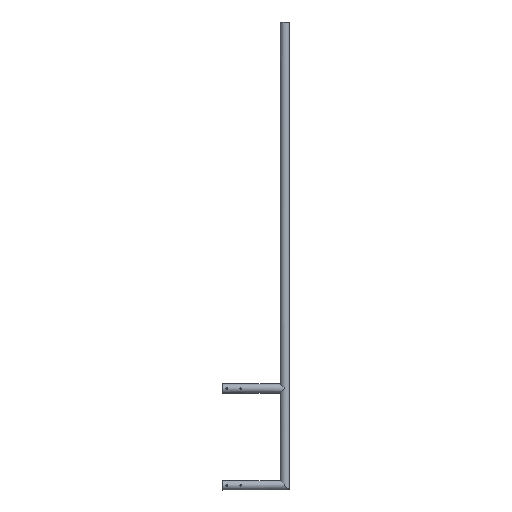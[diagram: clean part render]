
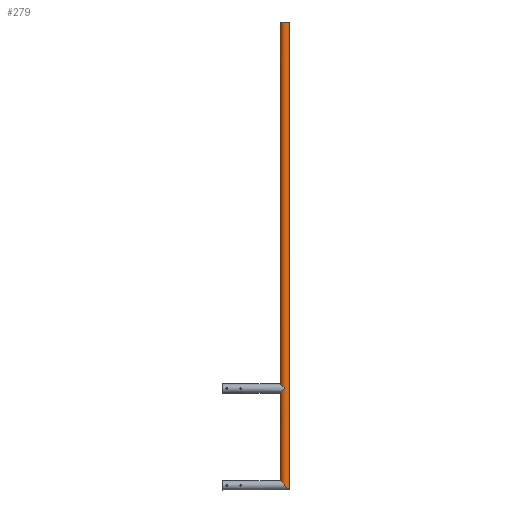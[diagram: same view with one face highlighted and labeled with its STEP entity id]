
A CAD part, front view. The second image highlights one B-rep face of the part: STEP entity #279.
In plain terms, the highlighted cylindrical face has radius 21.082 mm (diameter 42.164 mm), a full revolution.
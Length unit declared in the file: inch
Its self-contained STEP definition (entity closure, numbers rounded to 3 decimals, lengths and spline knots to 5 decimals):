
#16=ELLIPSE('',#305,1.1738,0.83);
#17=ELLIPSE('',#306,1.1738,0.83);
#18=ELLIPSE('',#310,1.1738,0.83);
#19=ELLIPSE('',#311,1.1738,0.83);
#29=FACE_BOUND('',#87,.T.);
#30=FACE_BOUND('',#88,.T.);
#55=CIRCLE('',#312,0.83);
#63=FACE_OUTER_BOUND('',#86,.T.);
#86=EDGE_LOOP('',(#220,#221));
#87=EDGE_LOOP('',(#222,#223));
#88=EDGE_LOOP('',(#224));
#148=VERTEX_POINT('',#515);
#149=VERTEX_POINT('',#516);
#152=VERTEX_POINT('',#558);
#153=VERTEX_POINT('',#559);
#154=VERTEX_POINT('',#562);
#181=EDGE_CURVE('',#148,#149,#16,.T.);
#182=EDGE_CURVE('',#149,#148,#17,.T.);
#185=EDGE_CURVE('',#152,#153,#18,.T.);
#186=EDGE_CURVE('',#153,#152,#19,.T.);
#187=EDGE_CURVE('',#154,#154,#55,.T.);
#220=ORIENTED_EDGE('',*,*,#185,.F.);
#221=ORIENTED_EDGE('',*,*,#186,.F.);
#222=ORIENTED_EDGE('',*,*,#182,.F.);
#223=ORIENTED_EDGE('',*,*,#181,.F.);
#224=ORIENTED_EDGE('',*,*,#187,.T.);
#265=CYLINDRICAL_SURFACE('',#309,0.83);
#279=ADVANCED_FACE('',(#63,#29,#30),#265,.F.);
#305=AXIS2_PLACEMENT_3D('',#517,#341,#342);
#306=AXIS2_PLACEMENT_3D('',#518,#343,#344);
#309=AXIS2_PLACEMENT_3D('',#557,#349,#350);
#310=AXIS2_PLACEMENT_3D('',#560,#351,#352);
#311=AXIS2_PLACEMENT_3D('',#561,#353,#354);
#312=AXIS2_PLACEMENT_3D('',#563,#355,#356);
#341=DIRECTION('center_axis',(0.707,0.,0.707));
#342=DIRECTION('ref_axis',(-0.707,0.,0.707));
#343=DIRECTION('center_axis',(0.707,0.,-0.707));
#344=DIRECTION('ref_axis',(0.707,0.,0.707));
#349=DIRECTION('center_axis',(0.,0.,-1.));
#350=DIRECTION('ref_axis',(0.,-1.,0.));
#351=DIRECTION('center_axis',(0.707,0.,0.707));
#352=DIRECTION('ref_axis',(-0.707,0.,0.707));
#353=DIRECTION('center_axis',(0.707,0.,0.707));
#354=DIRECTION('ref_axis',(-0.707,0.,0.707));
#355=DIRECTION('center_axis',(0.,0.,1.));
#356=DIRECTION('ref_axis',(0.,-1.,0.));
#515=CARTESIAN_POINT('',(32.5,-119.42,52.75));
#516=CARTESIAN_POINT('',(32.5,-121.08,52.75));
#517=CARTESIAN_POINT('Origin',(32.5,-120.25,52.75));
#518=CARTESIAN_POINT('Origin',(32.5,-120.25,52.75));
#557=CARTESIAN_POINT('Origin',(32.5,-120.25,33.42006));
#558=CARTESIAN_POINT('',(32.5,-119.42,35.25));
#559=CARTESIAN_POINT('',(32.5,-121.08,35.25));
#560=CARTESIAN_POINT('Origin',(32.5,-120.25,35.25));
#561=CARTESIAN_POINT('Origin',(32.5,-120.25,35.25));
#562=CARTESIAN_POINT('',(32.5,-119.42,119.));
#563=CARTESIAN_POINT('Origin',(32.5,-120.25,119.));
